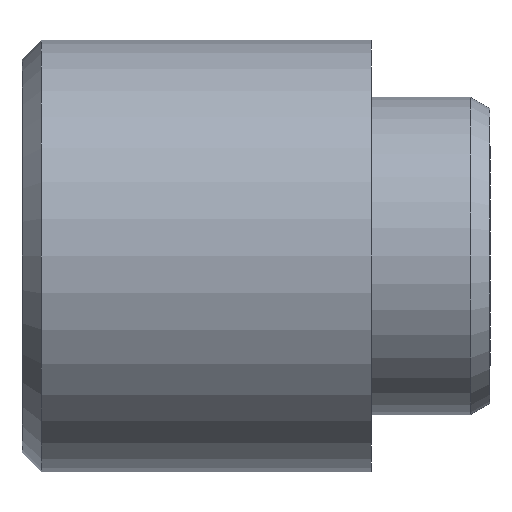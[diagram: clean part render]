
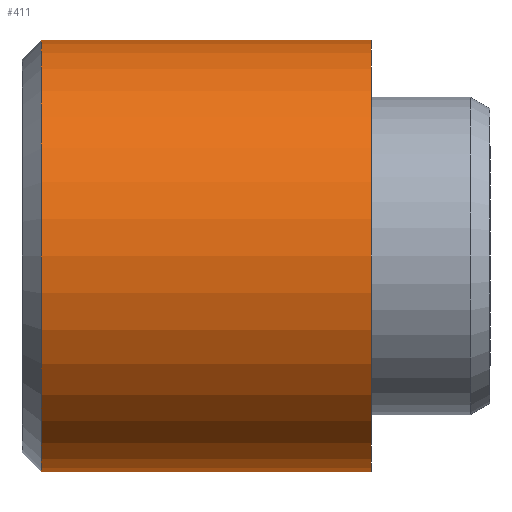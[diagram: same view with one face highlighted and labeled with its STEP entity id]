
A CAD part, left-side view. The second image highlights one B-rep face of the part: STEP entity #411.
In plain terms, the highlighted cylindrical face has radius 2.78 mm (diameter 5.56 mm), a partial arc.
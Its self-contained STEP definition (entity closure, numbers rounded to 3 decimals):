
#5 = EDGE_LOOP ( 'NONE', ( #171, #25, #267, #177 ) ) ;
#6 = CARTESIAN_POINT ( 'NONE',  ( 0., 4.25, 0. ) ) ;
#16 = DIRECTION ( 'NONE',  ( 0., 1., 0. ) ) ;
#20 = DIRECTION ( 'NONE',  ( 0., 0., 1. ) ) ;
#25 = ORIENTED_EDGE ( 'NONE', *, *, #36, .T. ) ;
#28 = DIRECTION ( 'NONE',  ( 0., 0., 1. ) ) ;
#33 = EDGE_CURVE ( 'NONE', #202, #426, #143, .T. ) ;
#36 = EDGE_CURVE ( 'NONE', #202, #93, #283, .T. ) ;
#57 = DIRECTION ( 'NONE',  ( 0., 1., 0. ) ) ;
#66 = CARTESIAN_POINT ( 'NONE',  ( 0., 4.25, 2.78 ) ) ;
#80 = FACE_OUTER_BOUND ( 'NONE', #5, .T. ) ;
#82 = EDGE_CURVE ( 'NONE', #93, #160, #482, .T. ) ;
#87 = CARTESIAN_POINT ( 'NONE',  ( 0., 0., 2.78 ) ) ;
#93 = VERTEX_POINT ( 'NONE', #87 ) ;
#108 = AXIS2_PLACEMENT_3D ( 'NONE', #6, #314, #157 ) ;
#112 = CARTESIAN_POINT ( 'NONE',  ( 0., 36.602, 2.78 ) ) ;
#115 = CARTESIAN_POINT ( 'NONE',  ( 0., 4.25, -2.78 ) ) ;
#141 = EDGE_CURVE ( 'NONE', #160, #426, #335, .T. ) ;
#143 = LINE ( 'NONE', #148, #263 ) ;
#148 = CARTESIAN_POINT ( 'NONE',  ( 0., 36.602, -2.78 ) ) ;
#157 = DIRECTION ( 'NONE',  ( 0., 0., -1. ) ) ;
#160 = VERTEX_POINT ( 'NONE', #66 ) ;
#171 = ORIENTED_EDGE ( 'NONE', *, *, #33, .F. ) ;
#177 = ORIENTED_EDGE ( 'NONE', *, *, #141, .T. ) ;
#202 = VERTEX_POINT ( 'NONE', #455 ) ;
#263 = VECTOR ( 'NONE', #288, 1000. ) ;
#267 = ORIENTED_EDGE ( 'NONE', *, *, #82, .T. ) ;
#281 = CARTESIAN_POINT ( 'NONE',  ( 0., 0., 0. ) ) ;
#283 = CIRCLE ( 'NONE', #490, 2.78 ) ;
#288 = DIRECTION ( 'NONE',  ( 0., 1., 0. ) ) ;
#314 = DIRECTION ( 'NONE',  ( 0., -1., 0. ) ) ;
#335 = CIRCLE ( 'NONE', #108, 2.78 ) ;
#356 = AXIS2_PLACEMENT_3D ( 'NONE', #483, #489, #28 ) ;
#411 = ADVANCED_FACE ( 'NONE', ( #80 ), #421, .T. ) ;
#421 = CYLINDRICAL_SURFACE ( 'NONE', #356, 2.78 ) ;
#422 = VECTOR ( 'NONE', #57, 1000. ) ;
#426 = VERTEX_POINT ( 'NONE', #115 ) ;
#455 = CARTESIAN_POINT ( 'NONE',  ( 0., 0., -2.78 ) ) ;
#482 = LINE ( 'NONE', #112, #422 ) ;
#483 = CARTESIAN_POINT ( 'NONE',  ( 0., 36.602, 0. ) ) ;
#489 = DIRECTION ( 'NONE',  ( 0., 1., 0. ) ) ;
#490 = AXIS2_PLACEMENT_3D ( 'NONE', #281, #16, #20 ) ;
